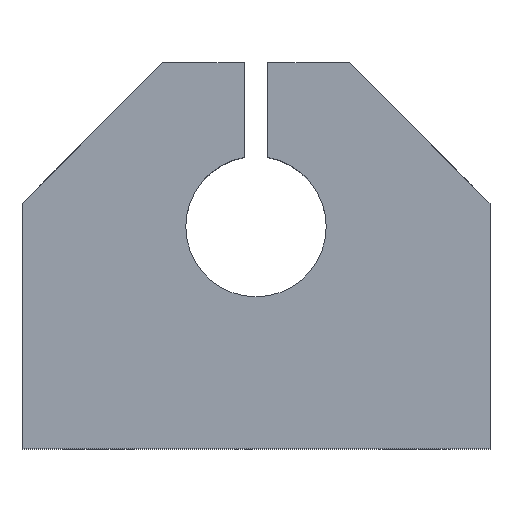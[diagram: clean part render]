
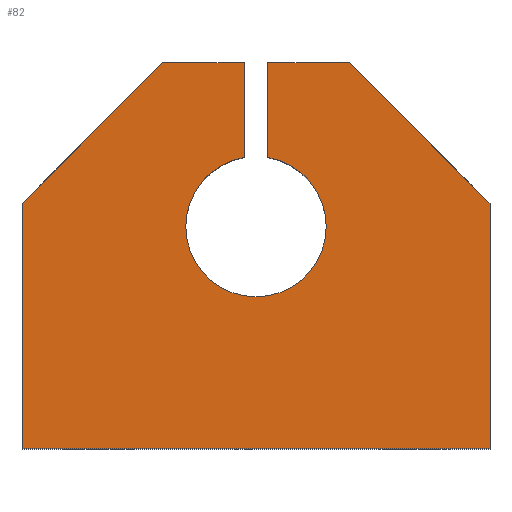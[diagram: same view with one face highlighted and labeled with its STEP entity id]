
A CAD part, top view. The second image highlights one B-rep face of the part: STEP entity #82.
In plain terms, the highlighted planar face has unit normal (0, 0, 1).
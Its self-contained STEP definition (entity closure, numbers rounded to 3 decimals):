
#82 = ADVANCED_FACE( '', ( #179 ), #180, .T. );
#179 = FACE_OUTER_BOUND( '', #278, .T. );
#180 = PLANE( '', #279 );
#278 = EDGE_LOOP( '', ( #432, #433, #434, #435, #436, #437, #438, #439, #440, #441 ) );
#279 = AXIS2_PLACEMENT_3D( '', #442, #443, #444 );
#432 = ORIENTED_EDGE( '', *, *, #550, .T. );
#433 = ORIENTED_EDGE( '', *, *, #499, .T. );
#434 = ORIENTED_EDGE( '', *, *, #551, .T. );
#435 = ORIENTED_EDGE( '', *, *, #524, .T. );
#436 = ORIENTED_EDGE( '', *, *, #505, .T. );
#437 = ORIENTED_EDGE( '', *, *, #537, .T. );
#438 = ORIENTED_EDGE( '', *, *, #552, .F. );
#439 = ORIENTED_EDGE( '', *, *, #546, .T. );
#440 = ORIENTED_EDGE( '', *, *, #510, .T. );
#441 = ORIENTED_EDGE( '', *, *, #553, .T. );
#442 = CARTESIAN_POINT( '', ( 0., 19., 18. ) );
#443 = DIRECTION( '', ( 0., 0., 1. ) );
#444 = DIRECTION( '', ( 1., 0., 0. ) );
#499 = EDGE_CURVE( '', #575, #573, #576, .T. );
#505 = EDGE_CURVE( '', #586, #584, #587, .T. );
#510 = EDGE_CURVE( '', #595, #593, #596, .T. );
#524 = EDGE_CURVE( '', #616, #586, #617, .T. );
#537 = EDGE_CURVE( '', #584, #635, #637, .T. );
#546 = EDGE_CURVE( '', #649, #595, #650, .T. );
#550 = EDGE_CURVE( '', #654, #575, #655, .T. );
#551 = EDGE_CURVE( '', #573, #616, #656, .T. );
#552 = EDGE_CURVE( '', #649, #635, #657, .T. );
#553 = EDGE_CURVE( '', #593, #654, #658, .T. );
#573 = VERTEX_POINT( '', #735 );
#575 = VERTEX_POINT( '', #738 );
#576 = LINE( '', #739, #740 );
#584 = VERTEX_POINT( '', #750 );
#586 = VERTEX_POINT( '', #753 );
#587 = LINE( '', #754, #755 );
#593 = VERTEX_POINT( '', #763 );
#595 = VERTEX_POINT( '', #766 );
#596 = LINE( '', #767, #768 );
#616 = VERTEX_POINT( '', #795 );
#617 = LINE( '', #796, #797 );
#635 = VERTEX_POINT( '', #816 );
#637 = LINE( '', #819, #820 );
#649 = VERTEX_POINT( '', #909 );
#650 = LINE( '', #910, #911 );
#654 = VERTEX_POINT( '', #916 );
#655 = LINE( '', #917, #918 );
#656 = LINE( '', #919, #920 );
#657 = CIRCLE( '', #921, 6. );
#658 = LINE( '', #922, #923 );
#735 = CARTESIAN_POINT( '', ( 20., 0., 18. ) );
#738 = CARTESIAN_POINT( '', ( -20., 0., 18. ) );
#739 = CARTESIAN_POINT( '', ( -20., 0., 18. ) );
#740 = VECTOR( '', #942, 1000. );
#750 = CARTESIAN_POINT( '', ( 1., 33., 18. ) );
#753 = CARTESIAN_POINT( '', ( 8., 33., 18. ) );
#754 = CARTESIAN_POINT( '', ( 8., 33., 18. ) );
#755 = VECTOR( '', #949, 1000. );
#763 = CARTESIAN_POINT( '', ( -8., 33., 18. ) );
#766 = CARTESIAN_POINT( '', ( -1., 33., 18. ) );
#767 = CARTESIAN_POINT( '', ( -1., 33., 18. ) );
#768 = VECTOR( '', #953, 1000. );
#795 = CARTESIAN_POINT( '', ( 20., 21., 18. ) );
#796 = CARTESIAN_POINT( '', ( 20., 21., 18. ) );
#797 = VECTOR( '', #970, 1000. );
#816 = CARTESIAN_POINT( '', ( 1., 24.916, 18. ) );
#819 = CARTESIAN_POINT( '', ( 1., 33., 18. ) );
#820 = VECTOR( '', #991, 1000. );
#909 = CARTESIAN_POINT( '', ( -1., 24.916, 18. ) );
#910 = CARTESIAN_POINT( '', ( -1., 24.916, 18. ) );
#911 = VECTOR( '', #998, 1000. );
#916 = CARTESIAN_POINT( '', ( -20., 21., 18. ) );
#917 = CARTESIAN_POINT( '', ( -20., 21., 18. ) );
#918 = VECTOR( '', #1000, 1000. );
#919 = CARTESIAN_POINT( '', ( 20., 0., 18. ) );
#920 = VECTOR( '', #1001, 1000. );
#921 = AXIS2_PLACEMENT_3D( '', #1002, #1003, #1004 );
#922 = CARTESIAN_POINT( '', ( -8., 33., 18. ) );
#923 = VECTOR( '', #1005, 1000. );
#942 = DIRECTION( '', ( 1., 0., 0. ) );
#949 = DIRECTION( '', ( -1., 0., 0. ) );
#953 = DIRECTION( '', ( -1., 0., 0. ) );
#970 = DIRECTION( '', ( -0.707, 0.707, 0. ) );
#991 = DIRECTION( '', ( 0., -1., 0. ) );
#998 = DIRECTION( '', ( 0., 1., 0. ) );
#1000 = DIRECTION( '', ( 0., -1., 0. ) );
#1001 = DIRECTION( '', ( 0., 1., 0. ) );
#1002 = CARTESIAN_POINT( '', ( 0., 19., 18. ) );
#1003 = DIRECTION( '', ( 0., 0., 1. ) );
#1004 = DIRECTION( '', ( 1., 0., 0. ) );
#1005 = DIRECTION( '', ( -0.707, -0.707, 0. ) );
